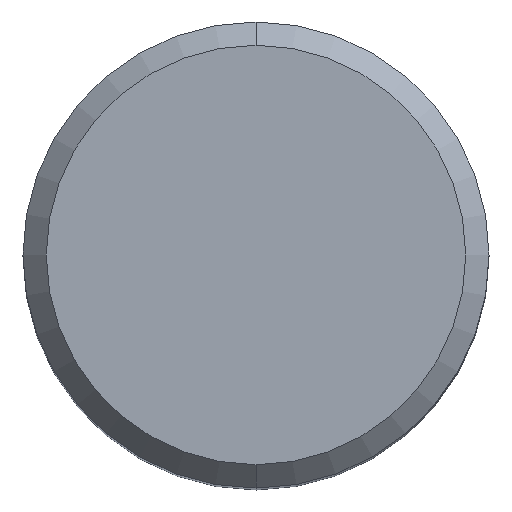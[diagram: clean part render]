
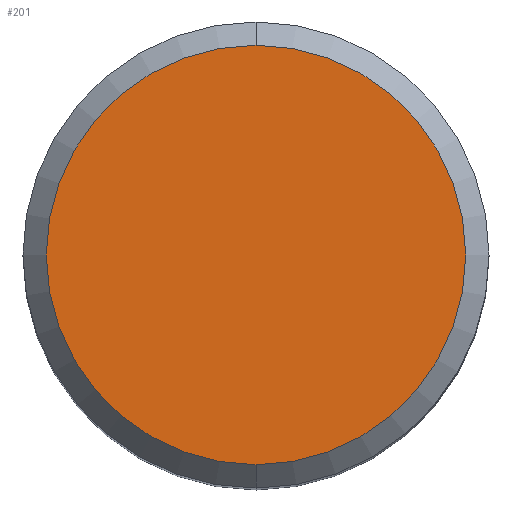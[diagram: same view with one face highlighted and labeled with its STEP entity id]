
A CAD part, top view. The second image highlights one B-rep face of the part: STEP entity #201.
In plain terms, the highlighted planar face has unit normal (0, 0, 1).
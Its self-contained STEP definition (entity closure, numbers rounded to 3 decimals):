
#115=EDGE_CURVE('',#173,#175,#267,.T.);
#173=VERTEX_POINT('',#333);
#175=VERTEX_POINT('',#335);
#201=ADVANCED_FACE('',(#364),#365,.T.);
#227=EDGE_CURVE('',#175,#173,#395,.T.);
#267=CIRCLE('',#429,9.0);
#333=CARTESIAN_POINT('',(0.0,9.0,0.0));
#335=CARTESIAN_POINT('',(0.,-9.0,0.0));
#364=FACE_OUTER_BOUND('',#557,.T.);
#365=PLANE('',#558);
#395=CIRCLE('',#595,9.0);
#429=AXIS2_PLACEMENT_3D('',#616,#617,#618);
#557=EDGE_LOOP('',(#746,#747));
#558=AXIS2_PLACEMENT_3D('',#748,#749,#750);
#595=AXIS2_PLACEMENT_3D('',#789,#790,#791);
#616=CARTESIAN_POINT('',(0.0,0.0,0.0));
#617=DIRECTION('',(0.0,0.0,-1.0));
#618=DIRECTION('',(0.0,1.0,0.0));
#746=ORIENTED_EDGE('',*,*,#115,.F.);
#747=ORIENTED_EDGE('',*,*,#227,.F.);
#748=CARTESIAN_POINT('',(0.0,4.5,0.0));
#749=DIRECTION('',(-0.0,0.0,1.0));
#750=DIRECTION('',(0.0,-1.0,0.0));
#789=CARTESIAN_POINT('',(0.0,0.0,0.0));
#790=DIRECTION('',(0.0,0.0,-1.0));
#791=DIRECTION('',(0.0,1.0,0.0));
